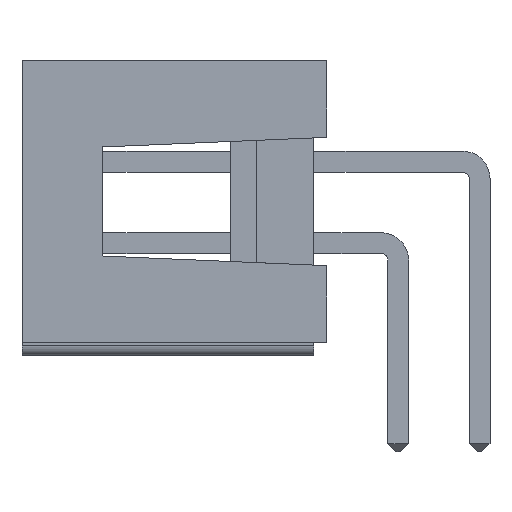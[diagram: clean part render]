
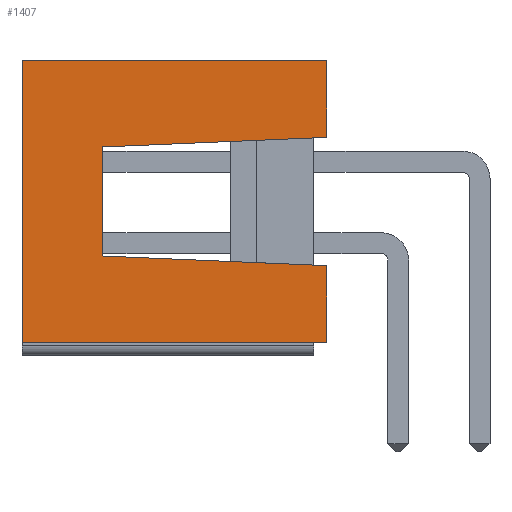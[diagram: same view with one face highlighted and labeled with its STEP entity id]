
A CAD part, left-side view. The second image highlights one B-rep face of the part: STEP entity #1407.
In plain terms, the highlighted planar face has unit normal (-1, 0, 0).
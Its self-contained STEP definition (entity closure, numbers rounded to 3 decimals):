
#43 = PLANE('',#44);
#44 = AXIS2_PLACEMENT_3D('',#45,#46,#47);
#45 = CARTESIAN_POINT('',(-10.,13.,0.));
#46 = DIRECTION('',(0.,1.,0.));
#47 = DIRECTION('',(1.,0.,0.));
#878 = VERTEX_POINT('',#879);
#879 = CARTESIAN_POINT('',(-10.,13.,0.4));
#893 = PLANE('',#894);
#894 = AXIS2_PLACEMENT_3D('',#895,#896,#897);
#895 = CARTESIAN_POINT('',(-10.,3.5,0.4));
#896 = DIRECTION('',(0.,0.,-1.));
#897 = DIRECTION('',(-1.,0.,0.));
#905 = EDGE_CURVE('',#878,#906,#908,.T.);
#906 = VERTEX_POINT('',#907);
#907 = CARTESIAN_POINT('',(-10.,13.,9.2));
#908 = SURFACE_CURVE('',#909,(#913,#920),.PCURVE_S1.);
#909 = LINE('',#910,#911);
#910 = CARTESIAN_POINT('',(-10.,13.,0.));
#911 = VECTOR('',#912,1.);
#912 = DIRECTION('',(0.,0.,1.));
#913 = PCURVE('',#43,#914);
#914 = DEFINITIONAL_REPRESENTATION('',(#915),#919);
#915 = LINE('',#916,#917);
#916 = CARTESIAN_POINT('',(0.,0.));
#917 = VECTOR('',#918,1.);
#918 = DIRECTION('',(0.,-1.));
#919 = ( GEOMETRIC_REPRESENTATION_CONTEXT(2) 
PARAMETRIC_REPRESENTATION_CONTEXT() REPRESENTATION_CONTEXT('2D SPACE',''
  ) );
#920 = PCURVE('',#921,#926);
#921 = PLANE('',#922);
#922 = AXIS2_PLACEMENT_3D('',#923,#924,#925);
#923 = CARTESIAN_POINT('',(-10.,3.5,0.));
#924 = DIRECTION('',(-1.,0.,0.));
#925 = DIRECTION('',(0.,1.,0.));
#926 = DEFINITIONAL_REPRESENTATION('',(#927),#931);
#927 = LINE('',#928,#929);
#928 = CARTESIAN_POINT('',(9.5,0.));
#929 = VECTOR('',#930,1.);
#930 = DIRECTION('',(0.,-1.));
#931 = ( GEOMETRIC_REPRESENTATION_CONTEXT(2) 
PARAMETRIC_REPRESENTATION_CONTEXT() REPRESENTATION_CONTEXT('2D SPACE',''
  ) );
#947 = PLANE('',#948);
#948 = AXIS2_PLACEMENT_3D('',#949,#950,#951);
#949 = CARTESIAN_POINT('',(-10.,13.,9.2));
#950 = DIRECTION('',(0.,0.,1.));
#951 = DIRECTION('',(1.,0.,0.));
#1168 = EDGE_CURVE('',#1169,#906,#1171,.T.);
#1169 = VERTEX_POINT('',#1170);
#1170 = CARTESIAN_POINT('',(-10.,3.5,9.2));
#1171 = SURFACE_CURVE('',#1172,(#1176,#1183),.PCURVE_S1.);
#1172 = LINE('',#1173,#1174);
#1173 = CARTESIAN_POINT('',(-10.,3.5,9.2));
#1174 = VECTOR('',#1175,1.);
#1175 = DIRECTION('',(0.,1.,0.));
#1176 = PCURVE('',#947,#1177);
#1177 = DEFINITIONAL_REPRESENTATION('',(#1178),#1182);
#1178 = LINE('',#1179,#1180);
#1179 = CARTESIAN_POINT('',(0.,-9.5));
#1180 = VECTOR('',#1181,1.);
#1181 = DIRECTION('',(0.,1.));
#1182 = ( GEOMETRIC_REPRESENTATION_CONTEXT(2) 
PARAMETRIC_REPRESENTATION_CONTEXT() REPRESENTATION_CONTEXT('2D SPACE',''
  ) );
#1183 = PCURVE('',#921,#1184);
#1184 = DEFINITIONAL_REPRESENTATION('',(#1185),#1189);
#1185 = LINE('',#1186,#1187);
#1186 = CARTESIAN_POINT('',(0.,-9.2));
#1187 = VECTOR('',#1188,1.);
#1188 = DIRECTION('',(1.,0.));
#1189 = ( GEOMETRIC_REPRESENTATION_CONTEXT(2) 
PARAMETRIC_REPRESENTATION_CONTEXT() REPRESENTATION_CONTEXT('2D SPACE',''
  ) );
#1207 = PLANE('',#1208);
#1208 = AXIS2_PLACEMENT_3D('',#1209,#1210,#1211);
#1209 = CARTESIAN_POINT('',(10.,3.5,0.));
#1210 = DIRECTION('',(0.,-1.,0.));
#1211 = DIRECTION('',(-1.,0.,0.));
#1407 = ADVANCED_FACE('',(#1408),#921,.T.);
#1408 = FACE_BOUND('',#1409,.T.);
#1409 = EDGE_LOOP('',(#1410,#1411,#1434,#1462,#1490,#1518,#1546,#1567));
#1410 = ORIENTED_EDGE('',*,*,#905,.F.);
#1411 = ORIENTED_EDGE('',*,*,#1412,.T.);
#1412 = EDGE_CURVE('',#878,#1413,#1415,.T.);
#1413 = VERTEX_POINT('',#1414);
#1414 = CARTESIAN_POINT('',(-10.,3.5,0.4));
#1415 = SURFACE_CURVE('',#1416,(#1420,#1427),.PCURVE_S1.);
#1416 = LINE('',#1417,#1418);
#1417 = CARTESIAN_POINT('',(-10.,13.,0.4));
#1418 = VECTOR('',#1419,1.);
#1419 = DIRECTION('',(0.,-1.,0.));
#1420 = PCURVE('',#921,#1421);
#1421 = DEFINITIONAL_REPRESENTATION('',(#1422),#1426);
#1422 = LINE('',#1423,#1424);
#1423 = CARTESIAN_POINT('',(9.5,-0.4));
#1424 = VECTOR('',#1425,1.);
#1425 = DIRECTION('',(-1.,0.));
#1426 = ( GEOMETRIC_REPRESENTATION_CONTEXT(2) 
PARAMETRIC_REPRESENTATION_CONTEXT() REPRESENTATION_CONTEXT('2D SPACE',''
  ) );
#1427 = PCURVE('',#893,#1428);
#1428 = DEFINITIONAL_REPRESENTATION('',(#1429),#1433);
#1429 = LINE('',#1430,#1431);
#1430 = CARTESIAN_POINT('',(0.,9.5));
#1431 = VECTOR('',#1432,1.);
#1432 = DIRECTION('',(0.,-1.));
#1433 = ( GEOMETRIC_REPRESENTATION_CONTEXT(2) 
PARAMETRIC_REPRESENTATION_CONTEXT() REPRESENTATION_CONTEXT('2D SPACE',''
  ) );
#1434 = ORIENTED_EDGE('',*,*,#1435,.T.);
#1435 = EDGE_CURVE('',#1413,#1436,#1438,.T.);
#1436 = VERTEX_POINT('',#1437);
#1437 = CARTESIAN_POINT('',(-10.,3.5,2.8));
#1438 = SURFACE_CURVE('',#1439,(#1443,#1450),.PCURVE_S1.);
#1439 = LINE('',#1440,#1441);
#1440 = CARTESIAN_POINT('',(-10.,3.5,0.));
#1441 = VECTOR('',#1442,1.);
#1442 = DIRECTION('',(0.,0.,1.));
#1443 = PCURVE('',#921,#1444);
#1444 = DEFINITIONAL_REPRESENTATION('',(#1445),#1449);
#1445 = LINE('',#1446,#1447);
#1446 = CARTESIAN_POINT('',(0.,0.));
#1447 = VECTOR('',#1448,1.);
#1448 = DIRECTION('',(0.,-1.));
#1449 = ( GEOMETRIC_REPRESENTATION_CONTEXT(2) 
PARAMETRIC_REPRESENTATION_CONTEXT() REPRESENTATION_CONTEXT('2D SPACE',''
  ) );
#1450 = PCURVE('',#1451,#1456);
#1451 = PLANE('',#1452);
#1452 = AXIS2_PLACEMENT_3D('',#1453,#1454,#1455);
#1453 = CARTESIAN_POINT('',(10.,3.5,0.));
#1454 = DIRECTION('',(0.,-1.,0.));
#1455 = DIRECTION('',(-1.,0.,0.));
#1456 = DEFINITIONAL_REPRESENTATION('',(#1457),#1461);
#1457 = LINE('',#1458,#1459);
#1458 = CARTESIAN_POINT('',(20.,0.));
#1459 = VECTOR('',#1460,1.);
#1460 = DIRECTION('',(0.,-1.));
#1461 = ( GEOMETRIC_REPRESENTATION_CONTEXT(2) 
PARAMETRIC_REPRESENTATION_CONTEXT() REPRESENTATION_CONTEXT('2D SPACE',''
  ) );
#1462 = ORIENTED_EDGE('',*,*,#1463,.F.);
#1463 = EDGE_CURVE('',#1464,#1436,#1466,.T.);
#1464 = VERTEX_POINT('',#1465);
#1465 = CARTESIAN_POINT('',(-10.,10.5,3.1));
#1466 = SURFACE_CURVE('',#1467,(#1471,#1478),.PCURVE_S1.);
#1467 = LINE('',#1468,#1469);
#1468 = CARTESIAN_POINT('',(-10.,10.5,3.1));
#1469 = VECTOR('',#1470,1.);
#1470 = DIRECTION('',(0.,-0.999,-0.043));
#1471 = PCURVE('',#921,#1472);
#1472 = DEFINITIONAL_REPRESENTATION('',(#1473),#1477);
#1473 = LINE('',#1474,#1475);
#1474 = CARTESIAN_POINT('',(7.,-3.1));
#1475 = VECTOR('',#1476,1.);
#1476 = DIRECTION('',(-0.999,0.043));
#1477 = ( GEOMETRIC_REPRESENTATION_CONTEXT(2) 
PARAMETRIC_REPRESENTATION_CONTEXT() REPRESENTATION_CONTEXT('2D SPACE',''
  ) );
#1478 = PCURVE('',#1479,#1484);
#1479 = PLANE('',#1480);
#1480 = AXIS2_PLACEMENT_3D('',#1481,#1482,#1483);
#1481 = CARTESIAN_POINT('',(-10.,10.5,3.1));
#1482 = DIRECTION('',(0.,0.043,-0.999));
#1483 = DIRECTION('',(0.,-0.999,-0.043));
#1484 = DEFINITIONAL_REPRESENTATION('',(#1485),#1489);
#1485 = LINE('',#1486,#1487);
#1486 = CARTESIAN_POINT('',(0.,0.));
#1487 = VECTOR('',#1488,1.);
#1488 = DIRECTION('',(1.,-0.));
#1489 = ( GEOMETRIC_REPRESENTATION_CONTEXT(2) 
PARAMETRIC_REPRESENTATION_CONTEXT() REPRESENTATION_CONTEXT('2D SPACE',''
  ) );
#1490 = ORIENTED_EDGE('',*,*,#1491,.F.);
#1491 = EDGE_CURVE('',#1492,#1464,#1494,.T.);
#1492 = VERTEX_POINT('',#1493);
#1493 = CARTESIAN_POINT('',(-10.,10.5,6.5));
#1494 = SURFACE_CURVE('',#1495,(#1499,#1506),.PCURVE_S1.);
#1495 = LINE('',#1496,#1497);
#1496 = CARTESIAN_POINT('',(-10.,10.5,6.5));
#1497 = VECTOR('',#1498,1.);
#1498 = DIRECTION('',(0.,0.,-1.));
#1499 = PCURVE('',#921,#1500);
#1500 = DEFINITIONAL_REPRESENTATION('',(#1501),#1505);
#1501 = LINE('',#1502,#1503);
#1502 = CARTESIAN_POINT('',(7.,-6.5));
#1503 = VECTOR('',#1504,1.);
#1504 = DIRECTION('',(0.,1.));
#1505 = ( GEOMETRIC_REPRESENTATION_CONTEXT(2) 
PARAMETRIC_REPRESENTATION_CONTEXT() REPRESENTATION_CONTEXT('2D SPACE',''
  ) );
#1506 = PCURVE('',#1507,#1512);
#1507 = PLANE('',#1508);
#1508 = AXIS2_PLACEMENT_3D('',#1509,#1510,#1511);
#1509 = CARTESIAN_POINT('',(-10.,10.5,6.5));
#1510 = DIRECTION('',(0.,1.,0.));
#1511 = DIRECTION('',(0.,0.,-1.));
#1512 = DEFINITIONAL_REPRESENTATION('',(#1513),#1517);
#1513 = LINE('',#1514,#1515);
#1514 = CARTESIAN_POINT('',(0.,0.));
#1515 = VECTOR('',#1516,1.);
#1516 = DIRECTION('',(1.,0.));
#1517 = ( GEOMETRIC_REPRESENTATION_CONTEXT(2) 
PARAMETRIC_REPRESENTATION_CONTEXT() REPRESENTATION_CONTEXT('2D SPACE',''
  ) );
#1518 = ORIENTED_EDGE('',*,*,#1519,.F.);
#1519 = EDGE_CURVE('',#1520,#1492,#1522,.T.);
#1520 = VERTEX_POINT('',#1521);
#1521 = CARTESIAN_POINT('',(-10.,3.5,6.8));
#1522 = SURFACE_CURVE('',#1523,(#1527,#1534),.PCURVE_S1.);
#1523 = LINE('',#1524,#1525);
#1524 = CARTESIAN_POINT('',(-10.,3.5,6.8));
#1525 = VECTOR('',#1526,1.);
#1526 = DIRECTION('',(-0.,0.999,-0.043));
#1527 = PCURVE('',#921,#1528);
#1528 = DEFINITIONAL_REPRESENTATION('',(#1529),#1533);
#1529 = LINE('',#1530,#1531);
#1530 = CARTESIAN_POINT('',(0.,-6.8));
#1531 = VECTOR('',#1532,1.);
#1532 = DIRECTION('',(0.999,0.043));
#1533 = ( GEOMETRIC_REPRESENTATION_CONTEXT(2) 
PARAMETRIC_REPRESENTATION_CONTEXT() REPRESENTATION_CONTEXT('2D SPACE',''
  ) );
#1534 = PCURVE('',#1535,#1540);
#1535 = PLANE('',#1536);
#1536 = AXIS2_PLACEMENT_3D('',#1537,#1538,#1539);
#1537 = CARTESIAN_POINT('',(-10.,3.5,6.8));
#1538 = DIRECTION('',(0.,0.043,0.999));
#1539 = DIRECTION('',(0.,0.999,-0.043));
#1540 = DEFINITIONAL_REPRESENTATION('',(#1541),#1545);
#1541 = LINE('',#1542,#1543);
#1542 = CARTESIAN_POINT('',(0.,0.));
#1543 = VECTOR('',#1544,1.);
#1544 = DIRECTION('',(1.,0.));
#1545 = ( GEOMETRIC_REPRESENTATION_CONTEXT(2) 
PARAMETRIC_REPRESENTATION_CONTEXT() REPRESENTATION_CONTEXT('2D SPACE',''
  ) );
#1546 = ORIENTED_EDGE('',*,*,#1547,.T.);
#1547 = EDGE_CURVE('',#1520,#1169,#1548,.T.);
#1548 = SURFACE_CURVE('',#1549,(#1553,#1560),.PCURVE_S1.);
#1549 = LINE('',#1550,#1551);
#1550 = CARTESIAN_POINT('',(-10.,3.5,0.));
#1551 = VECTOR('',#1552,1.);
#1552 = DIRECTION('',(0.,0.,1.));
#1553 = PCURVE('',#921,#1554);
#1554 = DEFINITIONAL_REPRESENTATION('',(#1555),#1559);
#1555 = LINE('',#1556,#1557);
#1556 = CARTESIAN_POINT('',(0.,0.));
#1557 = VECTOR('',#1558,1.);
#1558 = DIRECTION('',(0.,-1.));
#1559 = ( GEOMETRIC_REPRESENTATION_CONTEXT(2) 
PARAMETRIC_REPRESENTATION_CONTEXT() REPRESENTATION_CONTEXT('2D SPACE',''
  ) );
#1560 = PCURVE('',#1207,#1561);
#1561 = DEFINITIONAL_REPRESENTATION('',(#1562),#1566);
#1562 = LINE('',#1563,#1564);
#1563 = CARTESIAN_POINT('',(20.,0.));
#1564 = VECTOR('',#1565,1.);
#1565 = DIRECTION('',(0.,-1.));
#1566 = ( GEOMETRIC_REPRESENTATION_CONTEXT(2) 
PARAMETRIC_REPRESENTATION_CONTEXT() REPRESENTATION_CONTEXT('2D SPACE',''
  ) );
#1567 = ORIENTED_EDGE('',*,*,#1168,.T.);
